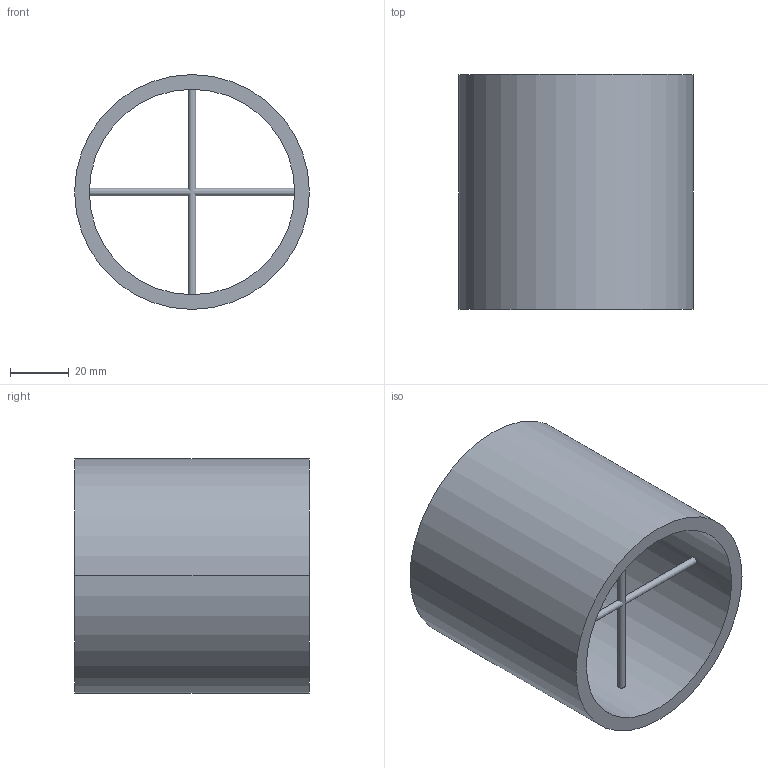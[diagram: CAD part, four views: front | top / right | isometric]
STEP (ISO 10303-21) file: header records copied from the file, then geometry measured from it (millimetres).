
FILE_DESCRIPTION (( 'STEP AP203' ), '1' );
FILE_NAME ('Tunnel_Thruster_Prop_Mount_Default_sldprt.STEP', '2020-08-14T00:48:06', ( '' ), ( '' ), 'SwSTEP 2.0', 'SolidWorks 2017', '' );
FILE_SCHEMA (( 'CONFIG_CONTROL_DESIGN' ));
Length unit declared in the file: millimetre
Products named in the file (1): Tunnel_Thruster_Prop_Mount_Default_sldprt
Bounding box: 80 x 80 x 80 mm (x, y, z)
Volume: 95618.8 mm3; surface area: 42216.3 mm2
Topology: 2 solids, 2 shells, 21 faces, 63 edges, 40 vertices
Faces by surface type: bspline 12, cylinder 7, plane 2
Entity records: 1845 total; most frequent: CARTESIAN_POINT 1282, ORIENTED_EDGE 126, EDGE_CURVE 63, DIRECTION 57, VERTEX_POINT 40, B_SPLINE_CURVE_WITH_KNOTS 34, EDGE_LOOP 25, VECTOR 21
